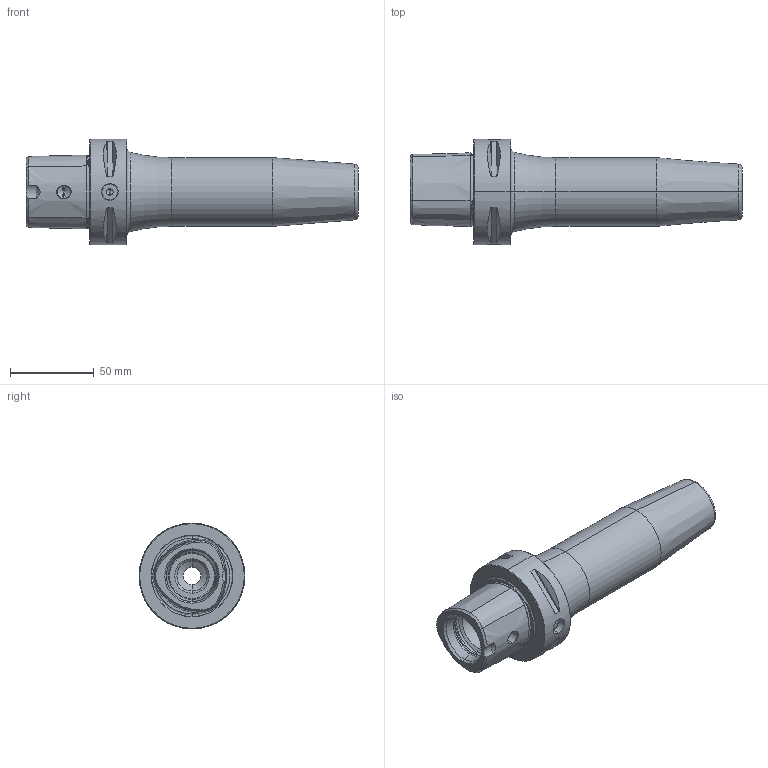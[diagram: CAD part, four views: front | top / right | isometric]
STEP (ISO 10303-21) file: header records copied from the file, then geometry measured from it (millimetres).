
FILE_DESCRIPTION (( 'STEP AP214' ), '1' );
FILE_NAME ('PS6.S20.K01.160.STEP', '2024-08-22T14:08:14', ( '' ), ( '' ), 'SwSTEP 2.0', 'SolidWorks 2022', '' );
FILE_SCHEMA (( 'AUTOMOTIVE_DESIGN' ));
Length unit declared in the file: millimetre
Products named in the file (1): PS6.S20.K01.160
Bounding box: 198 x 63 x 63 mm (x, y, z)
Volume: 244823.1 mm3; surface area: 42587 mm2
Topology: 1 solids, 1 shells, 154 faces, 351 edges, 203 vertices
Faces by surface type: cone 57, torus 40, cylinder 35, plane 22
Entity records: 4882 total; most frequent: CARTESIAN_POINT 1415, DIRECTION 758, ORIENTED_EDGE 690, EDGE_CURVE 345, AXIS2_PLACEMENT_3D 328, VERTEX_POINT 203, CIRCLE 173, EDGE_LOOP 168
